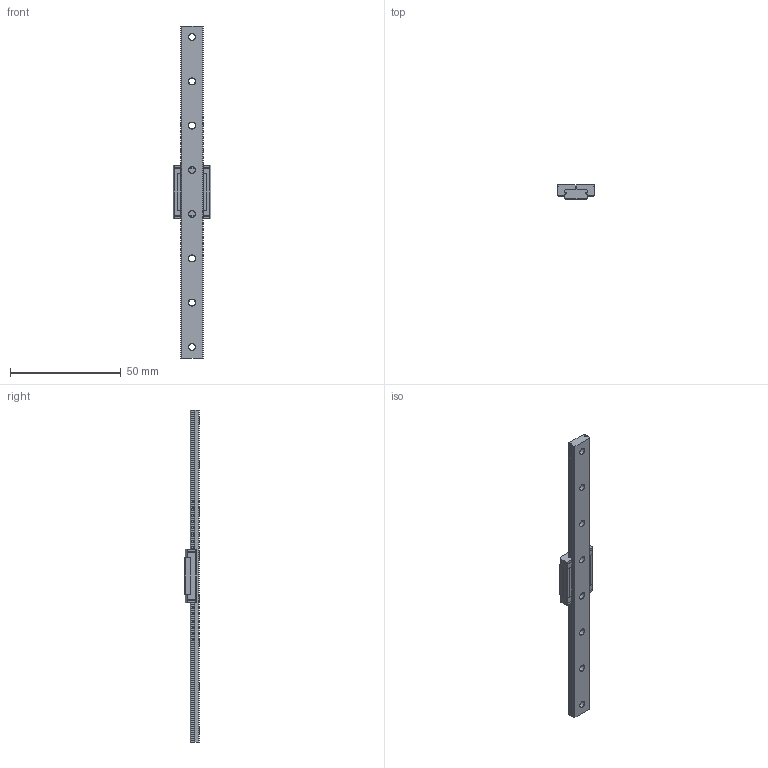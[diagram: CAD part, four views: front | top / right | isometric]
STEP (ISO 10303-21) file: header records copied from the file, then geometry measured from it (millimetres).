
FILE_DESCRIPTION (( 'STEP AP214' ), '1' );
FILE_NAME ('Linear-Guide-PE050150ARK1PNT-5-5-NSK.step', '2023-02-14T10:04:44', ( '' ), ( '' ), 'SwSTEP 2.0', 'SolidWorks 2010', '' );
FILE_SCHEMA (( 'AUTOMOTIVE_DESIGN' ));
Length unit declared in the file: millimetre
Products named in the file (6): Rail-P1E050150RKNPCT-5-5-NSK_Rail-P1E050150RKNPCT-5-5-NSK; Slider-PAE05ARS-NSK_Slider-PAE05ARS-NSK; End-Cap-PAE05ARS-NSK_End-Cap-PAE05ARS-NSK; End-Seal-PAE05ARS-NSK_End-Seal-PAE05ARS-NSK; Linear-Guide-PE050150ARK1PNT-5-5-NSK
Assembly tree (6 placements, depth 3):
  Linear-Guide-PE050150ARK1PNT-5-5-NSK
    Rail-P1E050150RKNPCT-5-5-NSK_Rail-P1E050150RKNPCT-5-5-NSK
    Slider-PAE05ARS-NSK_Slider-PAE05ARS-NSK
      End-Seal-PAE05ARS-NSK_End-Seal-PAE05ARS-NSK  x2
      End-Cap-PAE05ARS-NSK_End-Cap-PAE05ARS-NSK
      Slider-PAE05ARS-NSK_Slider-PAE05ARS-NSK
Bounding box: 17 x 6.5 x 150 mm (x, y, z)
Volume: 6869.4 mm3; surface area: 6757.7 mm2
Topology: 5 solids, 5 shells, 270 faces, 759 edges, 505 vertices
Faces by surface type: plane 158, cylinder 92, cone 20
Full cylindrical faces by diameter (mm): 0.9 x4, 2.5 x2, 3 x8, 5 x8
Entity records: 7424 total; most frequent: DIRECTION 1256, CARTESIAN_POINT 1253, ORIENTED_EDGE 1188, EDGE_CURVE 594, AXIS2_PLACEMENT_3D 419, VECTOR 418, LINE 418, VERTEX_POINT 416
